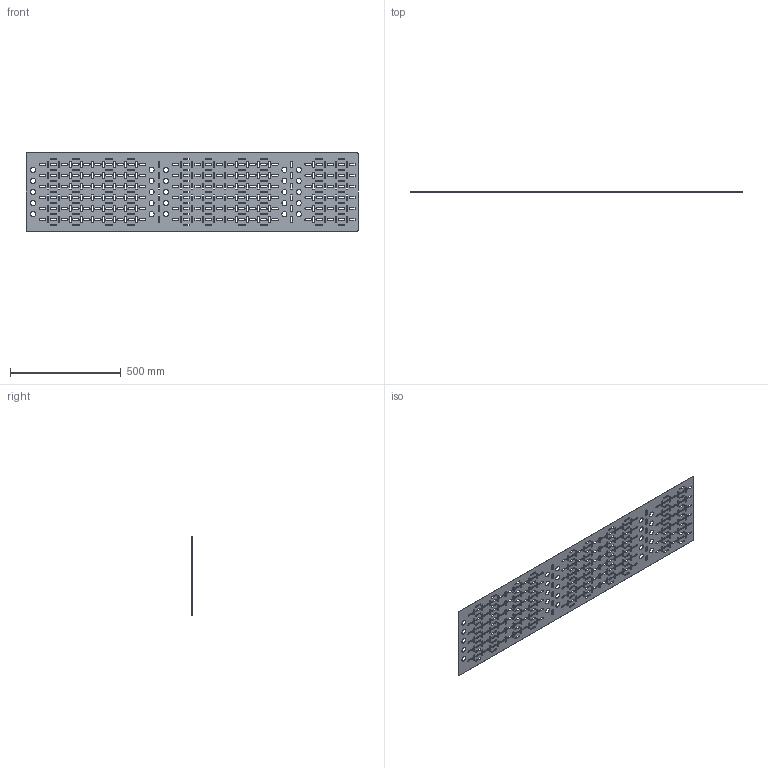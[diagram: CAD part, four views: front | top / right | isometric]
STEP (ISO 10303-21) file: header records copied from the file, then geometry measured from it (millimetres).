
FILE_DESCRIPTION (( 'STEP AP203' ), '1' );
FILE_NAME ('ÊÈÂÀ 195.00.09 Äîííàÿ âñòàâêà äëÿ ëîòêà LESTA_1500õ400.step', '2022-01-27T11:33:15', ( '' ), ( '' ), 'SwSTEP 2.0', 'SolidWorks 2017', '' );
FILE_SCHEMA (( 'CONFIG_CONTROL_DESIGN' ));
Length unit declared in the file: millimetre
Products named in the file (1): ÊÈÂÀ 195.00.09 Äîííàÿ âñòàâêà äëÿ ëîòêà LESTA_1500õ400
Bounding box: 1500 x 1.2 x 355 mm (x, y, z)
Volume: 539375.1 mm3; surface area: 935266.5 mm2
Topology: 1 solids, 1 shells, 1736 faces, 5202 edges, 3468 vertices
Faces by surface type: cylinder 1002, plane 734
Entity records: 60883 total; most frequent: DIRECTION 10680, CARTESIAN_POINT 10407, ORIENTED_EDGE 10404, EDGE_CURVE 5202, AXIS2_PLACEMENT_3D 3741, VERTEX_POINT 3468, VECTOR 3198, LINE 3198
